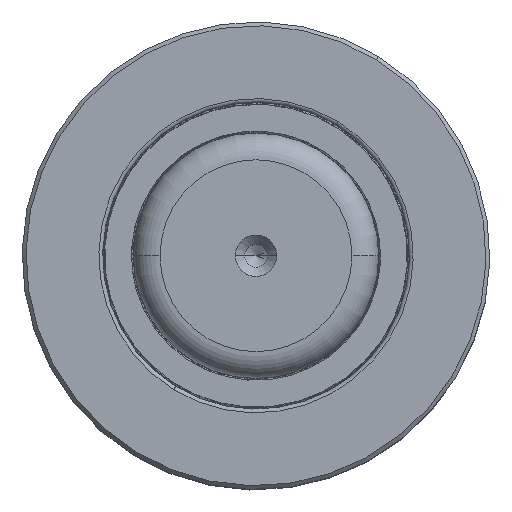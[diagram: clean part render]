
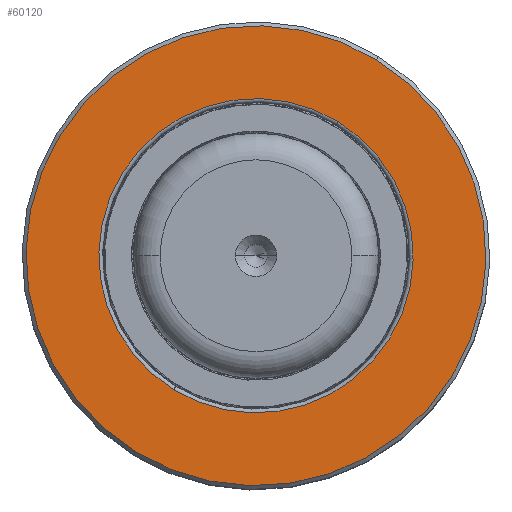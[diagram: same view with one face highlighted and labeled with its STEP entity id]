
A CAD part, top view. The second image highlights one B-rep face of the part: STEP entity #60120.
In plain terms, the highlighted face is planar.
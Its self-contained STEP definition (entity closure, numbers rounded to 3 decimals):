
#183 = FACE_BOUND ( 'NONE', #60084, .T. ) ;
#575 = VERTEX_POINT ( 'NONE', #8294 ) ;
#2600 = DIRECTION ( 'NONE',  ( 0., -1., 0. ) ) ;
#4055 = CARTESIAN_POINT ( 'NONE',  ( 0., 33.687, 30. ) ) ;
#4416 = DIRECTION ( 'NONE',  ( 0., -1., 0. ) ) ;
#8099 = DIRECTION ( 'NONE',  ( 0., 0., -1. ) ) ;
#8294 = CARTESIAN_POINT ( 'NONE',  ( 0., 33.687, -20.5 ) ) ;
#9060 = VERTEX_POINT ( 'NONE', #32186 ) ;
#9138 = AXIS2_PLACEMENT_3D ( 'NONE', #59041, #2600, #8099 ) ;
#11132 = EDGE_CURVE ( 'NONE', #43642, #36585, #17784, .T. ) ;
#13173 = DIRECTION ( 'NONE',  ( 0., -1., 0. ) ) ;
#14858 = DIRECTION ( 'NONE',  ( 0., 0., 1. ) ) ;
#15424 = ORIENTED_EDGE ( 'NONE', *, *, #19733, .T. ) ;
#15429 = DIRECTION ( 'NONE',  ( 0., 0., -1. ) ) ;
#17784 = CIRCLE ( 'NONE', #26261, 30. ) ;
#18544 = CARTESIAN_POINT ( 'NONE',  ( 0., 33.687, 0. ) ) ;
#19733 = EDGE_CURVE ( 'NONE', #9060, #575, #43041, .T. ) ;
#20006 = FACE_OUTER_BOUND ( 'NONE', #49406, .T. ) ;
#26261 = AXIS2_PLACEMENT_3D ( 'NONE', #18544, #4416, #56163 ) ;
#30841 = CIRCLE ( 'NONE', #9138, 30. ) ;
#30948 = CIRCLE ( 'NONE', #54666, 20.5 ) ;
#32186 = CARTESIAN_POINT ( 'NONE',  ( 0., 33.687, 20.5 ) ) ;
#35390 = AXIS2_PLACEMENT_3D ( 'NONE', #42621, #56744, #15429 ) ;
#36585 = VERTEX_POINT ( 'NONE', #4055 ) ;
#39296 = CARTESIAN_POINT ( 'NONE',  ( 0., 33.687, -30. ) ) ;
#40456 = EDGE_CURVE ( 'NONE', #36585, #43642, #30841, .T. ) ;
#42621 = CARTESIAN_POINT ( 'NONE',  ( 0., 33.687, 0. ) ) ;
#42675 = CARTESIAN_POINT ( 'NONE',  ( 30., 33.687, 0. ) ) ;
#43041 = CIRCLE ( 'NONE', #35390, 20.5 ) ;
#43642 = VERTEX_POINT ( 'NONE', #39296 ) ;
#44818 = ORIENTED_EDGE ( 'NONE', *, *, #59732, .T. ) ;
#45344 = ORIENTED_EDGE ( 'NONE', *, *, #11132, .F. ) ;
#46063 = CARTESIAN_POINT ( 'NONE',  ( 0., 33.687, 0. ) ) ;
#49295 = AXIS2_PLACEMENT_3D ( 'NONE', #42675, #56799, #14858 ) ;
#49406 = EDGE_LOOP ( 'NONE', ( #45344, #58443 ) ) ;
#54666 = AXIS2_PLACEMENT_3D ( 'NONE', #46063, #13173, #55079 ) ;
#55079 = DIRECTION ( 'NONE',  ( 0., 0., -1. ) ) ;
#56163 = DIRECTION ( 'NONE',  ( 0., 0., -1. ) ) ;
#56744 = DIRECTION ( 'NONE',  ( 0., -1., 0. ) ) ;
#56799 = DIRECTION ( 'NONE',  ( 0., 1., 0. ) ) ;
#57210 = PLANE ( 'NONE',  #49295 ) ;
#58443 = ORIENTED_EDGE ( 'NONE', *, *, #40456, .F. ) ;
#59041 = CARTESIAN_POINT ( 'NONE',  ( 0., 33.687, 0. ) ) ;
#59732 = EDGE_CURVE ( 'NONE', #575, #9060, #30948, .T. ) ;
#60084 = EDGE_LOOP ( 'NONE', ( #44818, #15424 ) ) ;
#60120 = ADVANCED_FACE ( 'NONE', ( #183, #20006 ), #57210, .T. ) ;
